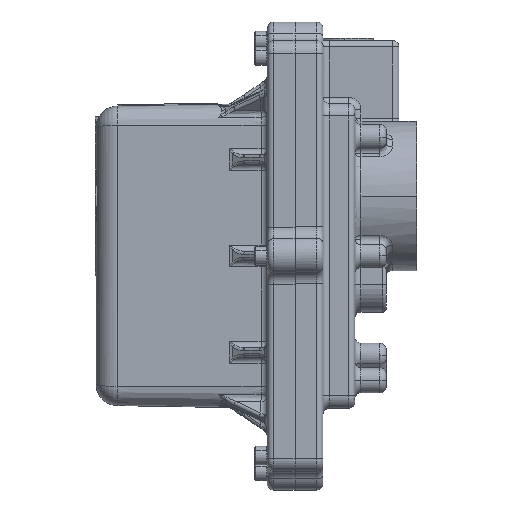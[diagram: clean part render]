
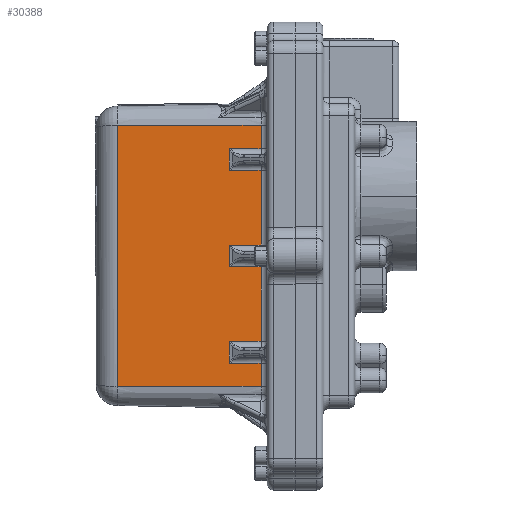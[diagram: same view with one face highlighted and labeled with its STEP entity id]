
A CAD part, left-side view. The second image highlights one B-rep face of the part: STEP entity #30388.
In plain terms, the highlighted planar face has unit normal (-1, 0.018, 0).
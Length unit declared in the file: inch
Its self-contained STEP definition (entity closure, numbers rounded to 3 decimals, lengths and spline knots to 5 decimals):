
#90 = CARTESIAN_POINT ( 'NONE',  ( -1.941, 0.56, -2.922 ) ) ;
#464 = DIRECTION ( 'NONE',  ( -0.017, -1., 0. ) ) ;
#514 = EDGE_CURVE ( 'NONE', #6380, #22809, #19210, .T. ) ;
#926 = DIRECTION ( 'NONE',  ( -0.017, -1., 0. ) ) ;
#1193 = ORIENTED_EDGE ( 'NONE', *, *, #31492, .T. ) ;
#1261 = ORIENTED_EDGE ( 'NONE', *, *, #15695, .T. ) ;
#1824 = EDGE_CURVE ( 'NONE', #32826, #3541, #3192, .T. ) ;
#2020 = CARTESIAN_POINT ( 'NONE',  ( -1.93886, 0.68282, 0.643 ) ) ;
#2071 = VECTOR ( 'NONE', #22945, 39.37008 ) ;
#2211 = DIRECTION ( 'NONE',  ( 0.017, 1., 0. ) ) ;
#2452 = VERTEX_POINT ( 'NONE', #26325 ) ;
#2631 = CARTESIAN_POINT ( 'NONE',  ( -1.941, 0.56, -3.8265 ) ) ;
#2647 = DIRECTION ( 'NONE',  ( 0.017, 1., 0. ) ) ;
#2901 = LINE ( 'NONE', #16052, #22328 ) ;
#3015 = CARTESIAN_POINT ( 'NONE',  ( -1.941, 0.56, -0.983 ) ) ;
#3028 = CARTESIAN_POINT ( 'NONE',  ( -1.92767, 1.3234, -1.108 ) ) ;
#3192 = LINE ( 'NONE', #17816, #3973 ) ;
#3246 = ORIENTED_EDGE ( 'NONE', *, *, #18864, .T. ) ;
#3347 = DIRECTION ( 'NONE',  ( 0., 0., 1. ) ) ;
#3541 = VERTEX_POINT ( 'NONE', #14126 ) ;
#3755 = LINE ( 'NONE', #32492, #10511 ) ;
#3941 = DIRECTION ( 'NONE',  ( -0.017, -1., 0. ) ) ;
#3966 = ORIENTED_EDGE ( 'NONE', *, *, #1824, .T. ) ;
#3973 = VECTOR ( 'NONE', #2647, 39.37008 ) ;
#4089 = ORIENTED_EDGE ( 'NONE', *, *, #30750, .T. ) ;
#4219 = DIRECTION ( 'NONE',  ( 0., 0., 1. ) ) ;
#4485 = EDGE_CURVE ( 'NONE', #26757, #8660, #3755, .T. ) ;
#4797 = DIRECTION ( 'NONE',  ( 0., 0., -1. ) ) ;
#4904 = CARTESIAN_POINT ( 'NONE',  ( -1.88846, 3.57014, -3.8265 ) ) ;
#5184 = ORIENTED_EDGE ( 'NONE', *, *, #28355, .T. ) ;
#6378 = CARTESIAN_POINT ( 'NONE',  ( -1.93886, 0.68282, -3.235 ) ) ;
#6380 = VERTEX_POINT ( 'NONE', #26751 ) ;
#6611 = VECTOR ( 'NONE', #4219, 39.37008 ) ;
#6913 = ORIENTED_EDGE ( 'NONE', *, *, #15587, .T. ) ;
#7611 = CARTESIAN_POINT ( 'NONE',  ( -1.92835, 1.28487, -3.36 ) ) ;
#7688 = CARTESIAN_POINT ( 'NONE',  ( -1.88846, 3.57014, 1.4245 ) ) ;
#7757 = DIRECTION ( 'NONE',  ( -0.017, -1., 0. ) ) ;
#8234 = LINE ( 'NONE', #3015, #15748 ) ;
#8660 = VERTEX_POINT ( 'NONE', #15862 ) ;
#8662 = VECTOR ( 'NONE', #7757, 39.37008 ) ;
#9021 = CARTESIAN_POINT ( 'NONE',  ( -1.92767, 1.3234, 0.956 ) ) ;
#9574 = CARTESIAN_POINT ( 'NONE',  ( -1.93886, 0.68282, -3.36 ) ) ;
#9645 = CARTESIAN_POINT ( 'NONE',  ( -1.93886, 0.68282, 1.4245 ) ) ;
#10232 = CARTESIAN_POINT ( 'NONE',  ( -1.92767, 1.3234, -3.36 ) ) ;
#10511 = VECTOR ( 'NONE', #2211, 39.37008 ) ;
#10852 = EDGE_CURVE ( 'NONE', #30185, #18843, #22104, .T. ) ;
#10921 = PLANE ( 'NONE',  #12319 ) ;
#11036 = CARTESIAN_POINT ( 'NONE',  ( -1.941, 0.56, 3.124 ) ) ;
#11699 = VECTOR ( 'NONE', #27810, 39.37008 ) ;
#11817 = VECTOR ( 'NONE', #24093, 39.37008 ) ;
#12319 = AXIS2_PLACEMENT_3D ( 'NONE', #11036, #16116, #926 ) ;
#12768 = EDGE_CURVE ( 'NONE', #24580, #2452, #18768, .T. ) ;
#13351 = LINE ( 'NONE', #31970, #6611 ) ;
#13484 = LINE ( 'NONE', #4904, #20193 ) ;
#14126 = CARTESIAN_POINT ( 'NONE',  ( -1.92767, 1.3234, 0.518 ) ) ;
#14196 = VERTEX_POINT ( 'NONE', #7688 ) ;
#14561 = CARTESIAN_POINT ( 'NONE',  ( -1.93886, 0.68282, -1.421 ) ) ;
#14727 = ORIENTED_EDGE ( 'NONE', *, *, #26811, .T. ) ;
#14911 = CARTESIAN_POINT ( 'NONE',  ( -1.93886, 0.68282, -2.922 ) ) ;
#15429 = CARTESIAN_POINT ( 'NONE',  ( -1.93886, 0.68282, 1.4245 ) ) ;
#15587 = EDGE_CURVE ( 'NONE', #23330, #20752, #8234, .T. ) ;
#15695 = EDGE_CURVE ( 'NONE', #28990, #30185, #20094, .T. ) ;
#15748 = VECTOR ( 'NONE', #464, 39.37008 ) ;
#15862 = CARTESIAN_POINT ( 'NONE',  ( -1.92767, 1.3234, -1.421 ) ) ;
#15895 = ORIENTED_EDGE ( 'NONE', *, *, #514, .T. ) ;
#16052 = CARTESIAN_POINT ( 'NONE',  ( -1.92767, 1.3234, 0.831 ) ) ;
#16116 = DIRECTION ( 'NONE',  ( -1., 0.017, 0. ) ) ;
#16135 = EDGE_CURVE ( 'NONE', #18843, #26757, #13351, .T. ) ;
#16221 = VERTEX_POINT ( 'NONE', #9574 ) ;
#16590 = CARTESIAN_POINT ( 'NONE',  ( -1.941, 0.56, 0.956 ) ) ;
#17810 = VERTEX_POINT ( 'NONE', #9021 ) ;
#17816 = CARTESIAN_POINT ( 'NONE',  ( -1.92835, 1.28487, 0.518 ) ) ;
#17880 = ORIENTED_EDGE ( 'NONE', *, *, #12768, .T. ) ;
#18427 = CARTESIAN_POINT ( 'NONE',  ( -1.92767, 1.3234, -3.047 ) ) ;
#18441 = LINE ( 'NONE', #7611, #11699 ) ;
#18466 = LINE ( 'NONE', #3028, #31854 ) ;
#18551 = LINE ( 'NONE', #6378, #11817 ) ;
#18737 = LINE ( 'NONE', #30390, #2071 ) ;
#18768 = LINE ( 'NONE', #2631, #30561 ) ;
#18843 = VERTEX_POINT ( 'NONE', #14911 ) ;
#18864 = EDGE_CURVE ( 'NONE', #16221, #28990, #18441, .T. ) ;
#19041 = DIRECTION ( 'NONE',  ( 0., 0., 1. ) ) ;
#19174 = LINE ( 'NONE', #2020, #31783 ) ;
#19210 = LINE ( 'NONE', #15429, #25905 ) ;
#19311 = VECTOR ( 'NONE', #3347, 39.37008 ) ;
#19428 = ORIENTED_EDGE ( 'NONE', *, *, #23684, .T. ) ;
#19553 = ORIENTED_EDGE ( 'NONE', *, *, #4485, .T. ) ;
#19747 = DIRECTION ( 'NONE',  ( 0., 0., 1. ) ) ;
#19864 = ORIENTED_EDGE ( 'NONE', *, *, #24679, .F. ) ;
#20094 = LINE ( 'NONE', #18427, #19311 ) ;
#20193 = VECTOR ( 'NONE', #4797, 39.37008 ) ;
#20352 = DIRECTION ( 'NONE',  ( -0.017, -1., 0. ) ) ;
#20614 = DIRECTION ( 'NONE',  ( 0., 0., 1. ) ) ;
#20743 = DIRECTION ( 'NONE',  ( 0., 0., 1. ) ) ;
#20752 = VERTEX_POINT ( 'NONE', #28954 ) ;
#21457 = LINE ( 'NONE', #16590, #27363 ) ;
#22008 = EDGE_CURVE ( 'NONE', #2452, #16221, #18551, .T. ) ;
#22104 = LINE ( 'NONE', #90, #8662 ) ;
#22328 = VECTOR ( 'NONE', #19041, 39.37008 ) ;
#22545 = CARTESIAN_POINT ( 'NONE',  ( -1.92767, 1.3234, -0.983 ) ) ;
#22614 = CARTESIAN_POINT ( 'NONE',  ( -1.88846, 3.57014, -3.8265 ) ) ;
#22809 = VERTEX_POINT ( 'NONE', #9645 ) ;
#22945 = DIRECTION ( 'NONE',  ( -0.017, -1., 0. ) ) ;
#23330 = VERTEX_POINT ( 'NONE', #22545 ) ;
#23684 = EDGE_CURVE ( 'NONE', #20752, #32826, #19174, .T. ) ;
#24093 = DIRECTION ( 'NONE',  ( 0., 0., 1. ) ) ;
#24580 = VERTEX_POINT ( 'NONE', #22614 ) ;
#24679 = EDGE_CURVE ( 'NONE', #14196, #22809, #18737, .T. ) ;
#25393 = ORIENTED_EDGE ( 'NONE', *, *, #22008, .T. ) ;
#25420 = ORIENTED_EDGE ( 'NONE', *, *, #10852, .T. ) ;
#25905 = VECTOR ( 'NONE', #20614, 39.37008 ) ;
#26325 = CARTESIAN_POINT ( 'NONE',  ( -1.93886, 0.68282, -3.8265 ) ) ;
#26751 = CARTESIAN_POINT ( 'NONE',  ( -1.93886, 0.68282, 0.956 ) ) ;
#26757 = VERTEX_POINT ( 'NONE', #14561 ) ;
#26811 = EDGE_CURVE ( 'NONE', #14196, #24580, #13484, .T. ) ;
#27363 = VECTOR ( 'NONE', #3941, 39.37008 ) ;
#27418 = ORIENTED_EDGE ( 'NONE', *, *, #16135, .T. ) ;
#27792 = EDGE_LOOP ( 'NONE', ( #19428, #3966, #1193, #5184, #15895, #19864, #14727, #17880, #25393, #3246, #1261, #25420, #27418, #19553, #4089, #6913 ) ) ;
#27810 = DIRECTION ( 'NONE',  ( 0.017, 1., 0. ) ) ;
#27827 = CARTESIAN_POINT ( 'NONE',  ( -1.92767, 1.3234, -2.922 ) ) ;
#28355 = EDGE_CURVE ( 'NONE', #17810, #6380, #21457, .T. ) ;
#28903 = CARTESIAN_POINT ( 'NONE',  ( -1.93886, 0.68282, 0.518 ) ) ;
#28954 = CARTESIAN_POINT ( 'NONE',  ( -1.93886, 0.68282, -0.983 ) ) ;
#28990 = VERTEX_POINT ( 'NONE', #10232 ) ;
#29909 = FACE_OUTER_BOUND ( 'NONE', #27792, .T. ) ;
#30185 = VERTEX_POINT ( 'NONE', #27827 ) ;
#30388 = ADVANCED_FACE ( 'NONE', ( #29909 ), #10921, .T. ) ;
#30390 = CARTESIAN_POINT ( 'NONE',  ( -1.941, 0.56, 1.4245 ) ) ;
#30561 = VECTOR ( 'NONE', #20352, 39.37008 ) ;
#30750 = EDGE_CURVE ( 'NONE', #8660, #23330, #18466, .T. ) ;
#31492 = EDGE_CURVE ( 'NONE', #3541, #17810, #2901, .T. ) ;
#31783 = VECTOR ( 'NONE', #19747, 39.37008 ) ;
#31854 = VECTOR ( 'NONE', #20743, 39.37008 ) ;
#31970 = CARTESIAN_POINT ( 'NONE',  ( -1.93886, 0.68282, -1.296 ) ) ;
#32492 = CARTESIAN_POINT ( 'NONE',  ( -1.92835, 1.28487, -1.421 ) ) ;
#32826 = VERTEX_POINT ( 'NONE', #28903 ) ;
